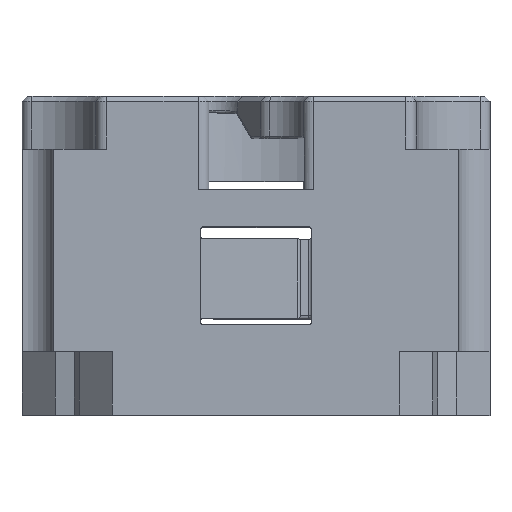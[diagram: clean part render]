
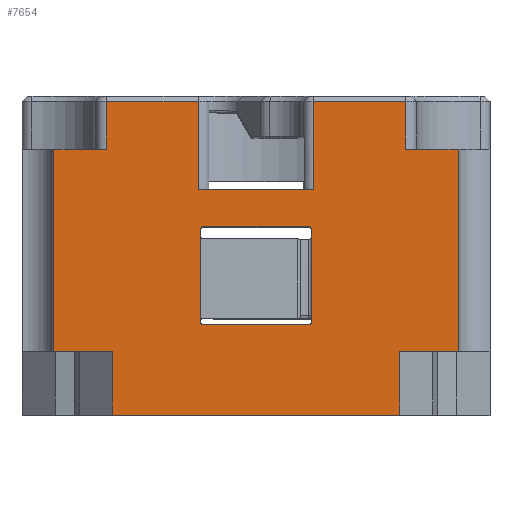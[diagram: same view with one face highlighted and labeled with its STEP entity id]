
A CAD part, top view. The second image highlights one B-rep face of the part: STEP entity #7654.
In plain terms, the highlighted planar face has unit normal (0, 0, 1).
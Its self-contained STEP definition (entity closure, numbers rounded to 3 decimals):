
#268=FACE_BOUND('',#1622,.T.);
#734=CIRCLE('',#8271,0.15);
#735=CIRCLE('',#8272,0.15);
#736=CIRCLE('',#8273,0.15);
#737=CIRCLE('',#8274,0.15);
#1138=FACE_OUTER_BOUND('',#1621,.T.);
#1621=EDGE_LOOP('',(#5506,#5507,#5508,#5509,#5510,#5511,#5512,#5513,#5514,
#5515,#5516,#5517,#5518,#5519,#5520,#5521));
#1622=EDGE_LOOP('',(#5522,#5523,#5524,#5525,#5526,#5527,#5528,#5529,#5530));
#2141=LINE('',#11833,#2670);
#2153=LINE('',#11869,#2682);
#2173=LINE('',#11939,#2702);
#2176=LINE('',#11957,#2705);
#2187=LINE('',#12002,#2716);
#2188=LINE('',#12005,#2717);
#2189=LINE('',#12007,#2718);
#2190=LINE('',#12009,#2719);
#2191=LINE('',#12011,#2720);
#2192=LINE('',#12013,#2721);
#2193=LINE('',#12015,#2722);
#2194=LINE('',#12017,#2723);
#2195=LINE('',#12019,#2724);
#2196=LINE('',#12021,#2725);
#2197=LINE('',#12023,#2726);
#2198=LINE('',#12024,#2727);
#2199=LINE('',#12027,#2728);
#2200=LINE('',#12029,#2729);
#2201=LINE('',#12033,#2730);
#2202=LINE('',#12037,#2731);
#2203=LINE('',#12041,#2732);
#2670=VECTOR('',#9392,10.);
#2682=VECTOR('',#9434,10.);
#2702=VECTOR('',#9502,10.);
#2705=VECTOR('',#9511,10.);
#2716=VECTOR('',#9544,0.5);
#2717=VECTOR('',#9549,10.);
#2718=VECTOR('',#9550,10.);
#2719=VECTOR('',#9551,10.);
#2720=VECTOR('',#9552,10.);
#2721=VECTOR('',#9553,10.);
#2722=VECTOR('',#9554,10.);
#2723=VECTOR('',#9555,10.);
#2724=VECTOR('',#9556,10.);
#2725=VECTOR('',#9557,10.);
#2726=VECTOR('',#9558,10.);
#2727=VECTOR('',#9559,10.);
#2728=VECTOR('',#9560,10.);
#2729=VECTOR('',#9561,10.);
#2730=VECTOR('',#9564,10.);
#2731=VECTOR('',#9567,10.);
#2732=VECTOR('',#9570,10.);
#3241=VERTEX_POINT('',#11827);
#3242=VERTEX_POINT('',#11831);
#3250=VERTEX_POINT('',#11863);
#3251=VERTEX_POINT('',#11867);
#3269=VERTEX_POINT('',#11938);
#3273=VERTEX_POINT('',#11955);
#3284=VERTEX_POINT('',#12001);
#3285=VERTEX_POINT('',#12006);
#3286=VERTEX_POINT('',#12008);
#3287=VERTEX_POINT('',#12010);
#3288=VERTEX_POINT('',#12012);
#3289=VERTEX_POINT('',#12014);
#3290=VERTEX_POINT('',#12016);
#3291=VERTEX_POINT('',#12018);
#3292=VERTEX_POINT('',#12020);
#3293=VERTEX_POINT('',#12022);
#3294=VERTEX_POINT('',#12025);
#3295=VERTEX_POINT('',#12026);
#3296=VERTEX_POINT('',#12028);
#3297=VERTEX_POINT('',#12030);
#3298=VERTEX_POINT('',#12032);
#3299=VERTEX_POINT('',#12034);
#3300=VERTEX_POINT('',#12036);
#3301=VERTEX_POINT('',#12038);
#3302=VERTEX_POINT('',#12040);
#4032=EDGE_CURVE('',#3242,#3241,#2141,.T.);
#4050=EDGE_CURVE('',#3251,#3250,#2153,.T.);
#4082=EDGE_CURVE('',#3241,#3269,#2173,.T.);
#4088=EDGE_CURVE('',#3273,#3242,#2176,.T.);
#4106=EDGE_CURVE('',#3250,#3284,#2187,.T.);
#4108=EDGE_CURVE('',#3284,#3273,#2188,.T.);
#4109=EDGE_CURVE('',#3285,#3251,#2189,.T.);
#4110=EDGE_CURVE('',#3285,#3286,#2190,.T.);
#4111=EDGE_CURVE('',#3287,#3286,#2191,.T.);
#4112=EDGE_CURVE('',#3288,#3287,#2192,.T.);
#4113=EDGE_CURVE('',#3288,#3289,#2193,.T.);
#4114=EDGE_CURVE('',#3290,#3289,#2194,.T.);
#4115=EDGE_CURVE('',#3291,#3290,#2195,.T.);
#4116=EDGE_CURVE('',#3292,#3291,#2196,.T.);
#4117=EDGE_CURVE('',#3292,#3293,#2197,.T.);
#4118=EDGE_CURVE('',#3293,#3269,#2198,.T.);
#4119=EDGE_CURVE('',#3294,#3295,#2199,.T.);
#4120=EDGE_CURVE('',#3295,#3296,#2200,.T.);
#4121=EDGE_CURVE('',#3297,#3296,#734,.T.);
#4122=EDGE_CURVE('',#3297,#3298,#2201,.T.);
#4123=EDGE_CURVE('',#3299,#3298,#735,.T.);
#4124=EDGE_CURVE('',#3299,#3300,#2202,.T.);
#4125=EDGE_CURVE('',#3301,#3300,#736,.T.);
#4126=EDGE_CURVE('',#3301,#3302,#2203,.T.);
#4127=EDGE_CURVE('',#3294,#3302,#737,.T.);
#5506=ORIENTED_EDGE('',*,*,#4032,.F.);
#5507=ORIENTED_EDGE('',*,*,#4088,.F.);
#5508=ORIENTED_EDGE('',*,*,#4108,.F.);
#5509=ORIENTED_EDGE('',*,*,#4106,.F.);
#5510=ORIENTED_EDGE('',*,*,#4050,.F.);
#5511=ORIENTED_EDGE('',*,*,#4109,.F.);
#5512=ORIENTED_EDGE('',*,*,#4110,.T.);
#5513=ORIENTED_EDGE('',*,*,#4111,.F.);
#5514=ORIENTED_EDGE('',*,*,#4112,.F.);
#5515=ORIENTED_EDGE('',*,*,#4113,.T.);
#5516=ORIENTED_EDGE('',*,*,#4114,.F.);
#5517=ORIENTED_EDGE('',*,*,#4115,.F.);
#5518=ORIENTED_EDGE('',*,*,#4116,.F.);
#5519=ORIENTED_EDGE('',*,*,#4117,.T.);
#5520=ORIENTED_EDGE('',*,*,#4118,.T.);
#5521=ORIENTED_EDGE('',*,*,#4082,.F.);
#5522=ORIENTED_EDGE('',*,*,#4119,.T.);
#5523=ORIENTED_EDGE('',*,*,#4120,.T.);
#5524=ORIENTED_EDGE('',*,*,#4121,.F.);
#5525=ORIENTED_EDGE('',*,*,#4122,.T.);
#5526=ORIENTED_EDGE('',*,*,#4123,.F.);
#5527=ORIENTED_EDGE('',*,*,#4124,.T.);
#5528=ORIENTED_EDGE('',*,*,#4125,.F.);
#5529=ORIENTED_EDGE('',*,*,#4126,.T.);
#5530=ORIENTED_EDGE('',*,*,#4127,.F.);
#7449=PLANE('',#8270);
#7654=ADVANCED_FACE('',(#1138,#268),#7449,.T.);
#8270=AXIS2_PLACEMENT_3D('',#12004,#9547,#9548);
#8271=AXIS2_PLACEMENT_3D('',#12031,#9562,#9563);
#8272=AXIS2_PLACEMENT_3D('',#12035,#9565,#9566);
#8273=AXIS2_PLACEMENT_3D('',#12039,#9568,#9569);
#8274=AXIS2_PLACEMENT_3D('',#12042,#9571,#9572);
#9392=DIRECTION('',(1.,0.,0.));
#9434=DIRECTION('',(1.,0.,0.));
#9502=DIRECTION('',(0.,-1.,0.));
#9511=DIRECTION('',(0.,1.,0.));
#9544=DIRECTION('',(0.,-1.,0.));
#9547=DIRECTION('center_axis',(0.,0.,1.));
#9548=DIRECTION('ref_axis',(1.,0.,0.));
#9549=DIRECTION('',(1.,0.,0.));
#9550=DIRECTION('',(0.,1.,0.));
#9551=DIRECTION('',(-1.,0.,0.));
#9552=DIRECTION('',(0.,1.,0.));
#9553=DIRECTION('',(-1.,0.,0.));
#9554=DIRECTION('',(0.,-1.,0.));
#9555=DIRECTION('',(-1.,0.,0.));
#9556=DIRECTION('',(0.,-1.,0.));
#9557=DIRECTION('',(-1.,0.,0.));
#9558=DIRECTION('',(0.,1.,0.));
#9559=DIRECTION('',(-1.,0.,0.));
#9560=DIRECTION('',(0.,1.,0.));
#9561=DIRECTION('',(0.,1.,0.));
#9562=DIRECTION('center_axis',(0.,0.,1.));
#9563=DIRECTION('ref_axis',(-0.707,0.707,0.));
#9564=DIRECTION('',(1.,0.,0.));
#9565=DIRECTION('center_axis',(0.,0.,1.));
#9566=DIRECTION('ref_axis',(0.707,0.707,0.));
#9567=DIRECTION('',(0.,-1.,0.));
#9568=DIRECTION('center_axis',(0.,0.,1.));
#9569=DIRECTION('ref_axis',(0.707,-0.707,0.));
#9570=DIRECTION('',(-1.,0.,0.));
#9571=DIRECTION('center_axis',(0.,0.,1.));
#9572=DIRECTION('ref_axis',(-0.707,-0.707,0.));
#11827=CARTESIAN_POINT('',(7.031,11.75,11.));
#11831=CARTESIAN_POINT('',(2.704,11.75,11.));
#11833=CARTESIAN_POINT('',(-4.75,11.75,11.));
#11863=CARTESIAN_POINT('',(-2.71,11.75,11.));
#11867=CARTESIAN_POINT('',(-7.031,11.75,11.));
#11869=CARTESIAN_POINT('',(-4.75,11.75,11.));
#11938=CARTESIAN_POINT('',(7.031,9.5,11.));
#11939=CARTESIAN_POINT('',(7.031,12.,11.));
#11955=CARTESIAN_POINT('',(2.704,7.6,11.));
#11957=CARTESIAN_POINT('',(2.704,12.,11.));
#12001=CARTESIAN_POINT('',(-2.71,7.6,11.));
#12002=CARTESIAN_POINT('',(-2.71,12.,11.));
#12004=CARTESIAN_POINT('Origin',(-9.5,0.,11.));
#12005=CARTESIAN_POINT('',(-5.092,7.6,11.));
#12006=CARTESIAN_POINT('',(-7.031,9.5,11.));
#12007=CARTESIAN_POINT('',(-7.031,12.,11.));
#12008=CARTESIAN_POINT('',(-9.5,9.5,11.));
#12009=CARTESIAN_POINT('',(-10.25,9.5,11.));
#12010=CARTESIAN_POINT('',(-9.5,0.,11.));
#12011=CARTESIAN_POINT('',(-9.5,0.,11.));
#12012=CARTESIAN_POINT('',(-6.757,0.,11.));
#12013=CARTESIAN_POINT('',(11.,0.,11.));
#12014=CARTESIAN_POINT('',(-6.757,-3.,11.));
#12015=CARTESIAN_POINT('',(-6.757,0.,11.));
#12016=CARTESIAN_POINT('',(6.757,-3.,11.));
#12017=CARTESIAN_POINT('',(11.,-3.,11.));
#12018=CARTESIAN_POINT('',(6.757,0.,11.));
#12019=CARTESIAN_POINT('',(6.757,0.,11.));
#12020=CARTESIAN_POINT('',(9.5,0.,11.));
#12021=CARTESIAN_POINT('',(11.,0.,11.));
#12022=CARTESIAN_POINT('',(9.5,9.5,11.));
#12023=CARTESIAN_POINT('',(9.5,0.,11.));
#12024=CARTESIAN_POINT('',(0.75,9.5,11.));
#12025=CARTESIAN_POINT('',(-2.625,1.4,11.));
#12026=CARTESIAN_POINT('',(-2.625,5.45,11.));
#12027=CARTESIAN_POINT('',(-2.625,0.625,11.));
#12028=CARTESIAN_POINT('',(-2.625,5.7,11.));
#12029=CARTESIAN_POINT('',(-2.625,0.625,11.));
#12030=CARTESIAN_POINT('',(-2.475,5.85,11.));
#12031=CARTESIAN_POINT('Origin',(-2.475,5.7,11.));
#12032=CARTESIAN_POINT('',(2.475,5.85,11.));
#12033=CARTESIAN_POINT('',(-4.75,5.85,11.));
#12034=CARTESIAN_POINT('',(2.625,5.7,11.));
#12035=CARTESIAN_POINT('Origin',(2.475,5.7,11.));
#12036=CARTESIAN_POINT('',(2.625,1.4,11.));
#12037=CARTESIAN_POINT('',(2.625,0.625,11.));
#12038=CARTESIAN_POINT('',(2.475,1.25,11.));
#12039=CARTESIAN_POINT('Origin',(2.475,1.4,11.));
#12040=CARTESIAN_POINT('',(-2.475,1.25,11.));
#12041=CARTESIAN_POINT('',(-4.75,1.25,11.));
#12042=CARTESIAN_POINT('Origin',(-2.475,1.4,11.));
